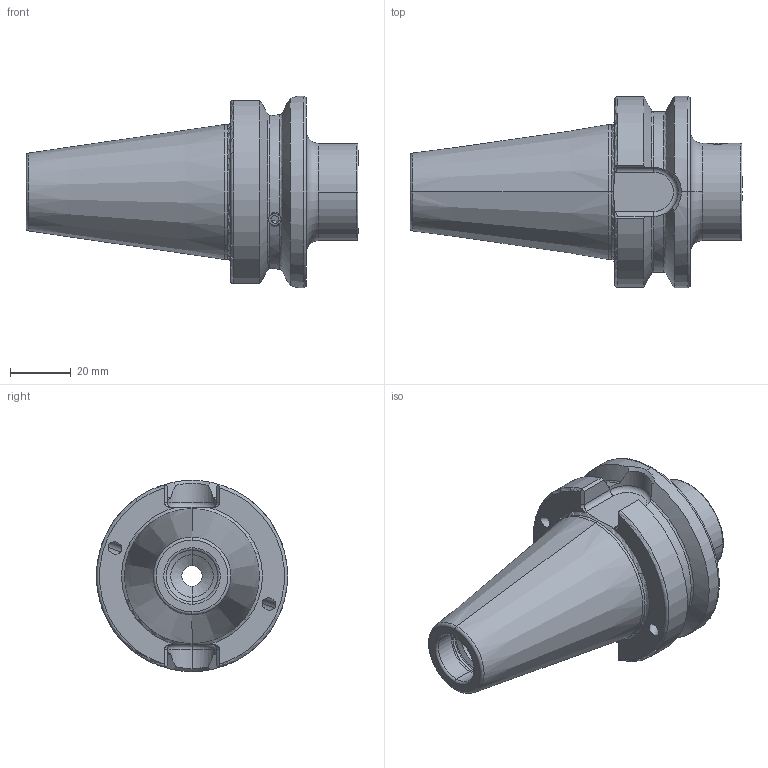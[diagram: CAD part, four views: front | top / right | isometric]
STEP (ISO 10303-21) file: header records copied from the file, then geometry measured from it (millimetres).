
FILE_DESCRIPTION (( 'STEP AP203' ), '1' );
FILE_NAME ('BB4-ST3.K01.044.STEP', '2016-02-12T09:47:01', ( 'SWIAdmin' ), ( 'Hewlett-Packard Company' ), 'SwSTEP 2.0', 'SolidWorks 2015', '' );
FILE_SCHEMA (( 'CONFIG_CONTROL_DESIGN' ));
Length unit declared in the file: millimetre
Products named in the file (4): BB4-ST3.K01.044; BB4-ST3.K01.044_A_mit Bundk”lung; ST3-ER1.001.008_A; ISO 4026 - M5 x 4
Assembly tree (3 placements, depth 2):
  BB4-ST3.K01.044
    BB4-ST3.K01.044_A_mit Bundk”lung
    ST3-ER1.001.008_A
    ISO 4026 - M5 x 4
Bounding box: 109.4 x 63 x 63 mm (x, y, z)
Volume: 132630.6 mm3; surface area: 25168.1 mm2
Topology: 3 solids, 3 shells, 170 faces, 421 edges, 258 vertices
Faces by surface type: cylinder 55, plane 45, torus 32, cone 32, bspline 6
Entity records: 6503 total; most frequent: CARTESIAN_POINT 2222, ORIENTED_EDGE 834, DIRECTION 782, EDGE_CURVE 417, AXIS2_PLACEMENT_3D 313, VERTEX_POINT 258, EDGE_LOOP 185, ADVANCED_FACE 170
